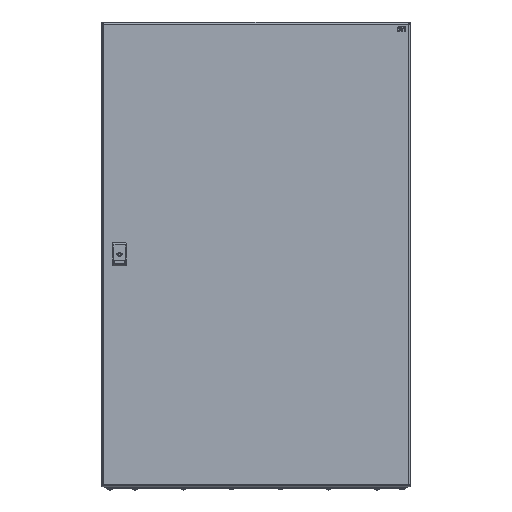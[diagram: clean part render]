
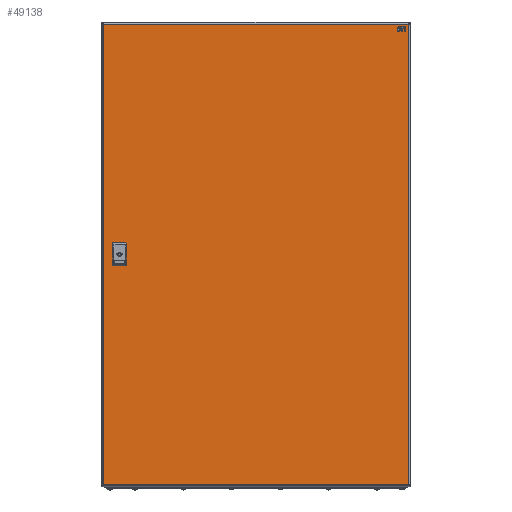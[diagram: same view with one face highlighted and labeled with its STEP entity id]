
A CAD part, front view. The second image highlights one B-rep face of the part: STEP entity #49138.
In plain terms, the highlighted face is planar.
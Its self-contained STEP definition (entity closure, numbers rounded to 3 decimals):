
#48526=DIRECTION('',(0.,1.,0.));
#48527=VECTOR('',#48526,788.4);
#48528=CARTESIAN_POINT('',(-594.5,-394.2,0.));
#48529=LINE('',#48528,#48527);
#48571=DIRECTION('',(1.,0.,0.));
#48572=VECTOR('',#48571,1189.);
#48573=CARTESIAN_POINT('',(-594.5,394.2,0.));
#48574=LINE('',#48573,#48572);
#48725=DIRECTION('',(0.,-1.,0.));
#48726=VECTOR('',#48725,788.4);
#48727=CARTESIAN_POINT('',(594.5,394.2,0.));
#48728=LINE('',#48727,#48726);
#48763=DIRECTION('',(-1.,0.,0.));
#48764=VECTOR('',#48763,1189.);
#48765=CARTESIAN_POINT('',(594.5,-394.2,0.));
#48766=LINE('',#48765,#48764);
#48985=DIRECTION('',(0.,1.,0.));
#48986=VECTOR('',#48985,25.);
#48987=CARTESIAN_POINT('',(25.,-365.5,0.));
#48988=LINE('',#48987,#48986);
#48999=DIRECTION('',(1.,0.,0.));
#49000=VECTOR('',#48999,50.);
#49001=CARTESIAN_POINT('',(-25.,-365.5,0.));
#49002=LINE('',#49001,#49000);
#49013=DIRECTION('',(0.,-1.,0.));
#49014=VECTOR('',#49013,25.);
#49015=CARTESIAN_POINT('',(-25.,-340.5,0.));
#49016=LINE('',#49015,#49014);
#49027=DIRECTION('',(-1.,0.,0.));
#49028=VECTOR('',#49027,50.);
#49029=CARTESIAN_POINT('',(25.,-340.5,0.));
#49030=LINE('',#49029,#49028);
#49034=CARTESIAN_POINT('',(-594.5,-394.2,0.));
#49035=CARTESIAN_POINT('',(-594.5,394.2,0.));
#49036=VERTEX_POINT('',#49034);
#49037=VERTEX_POINT('',#49035);
#49038=CARTESIAN_POINT('',(594.5,-394.2,0.));
#49039=VERTEX_POINT('',#49038);
#49040=CARTESIAN_POINT('',(594.5,394.2,0.));
#49041=VERTEX_POINT('',#49040);
#49042=CARTESIAN_POINT('',(-25.,-365.5,0.));
#49043=CARTESIAN_POINT('',(25.,-365.5,0.));
#49044=VERTEX_POINT('',#49042);
#49045=VERTEX_POINT('',#49043);
#49046=CARTESIAN_POINT('',(-25.,-340.5,0.));
#49047=VERTEX_POINT('',#49046);
#49048=CARTESIAN_POINT('',(25.,-340.5,0.));
#49049=VERTEX_POINT('',#49048);
#49113=CARTESIAN_POINT('',(0.,0.,0.));
#49114=DIRECTION('',(0.,0.,-1.));
#49115=DIRECTION('',(-1.,0.,0.));
#49116=AXIS2_PLACEMENT_3D('',#49113,#49114,#49115);
#49117=PLANE('',#49116);
#49119=ORIENTED_EDGE('',*,*,#49118,.F.);
#49121=ORIENTED_EDGE('',*,*,#49120,.F.);
#49123=ORIENTED_EDGE('',*,*,#49122,.F.);
#49125=ORIENTED_EDGE('',*,*,#49124,.F.);
#49126=EDGE_LOOP('',(#49119,#49121,#49123,#49125));
#49127=FACE_OUTER_BOUND('',#49126,.F.);
#49129=ORIENTED_EDGE('',*,*,#49128,.F.);
#49131=ORIENTED_EDGE('',*,*,#49130,.F.);
#49133=ORIENTED_EDGE('',*,*,#49132,.F.);
#49135=ORIENTED_EDGE('',*,*,#49134,.F.);
#49136=EDGE_LOOP('',(#49129,#49131,#49133,#49135));
#49137=FACE_BOUND('',#49136,.F.);
#49118=EDGE_CURVE('',#49036,#49037,#48529,.T.);
#49120=EDGE_CURVE('',#49039,#49036,#48766,.T.);
#49122=EDGE_CURVE('',#49041,#49039,#48728,.T.);
#49124=EDGE_CURVE('',#49037,#49041,#48574,.T.);
#49128=EDGE_CURVE('',#49044,#49045,#49002,.T.);
#49130=EDGE_CURVE('',#49047,#49044,#49016,.T.);
#49132=EDGE_CURVE('',#49049,#49047,#49030,.T.);
#49134=EDGE_CURVE('',#49045,#49049,#48988,.T.);
#49138=ADVANCED_FACE('',(#49127,#49137),#49117,.T.);
